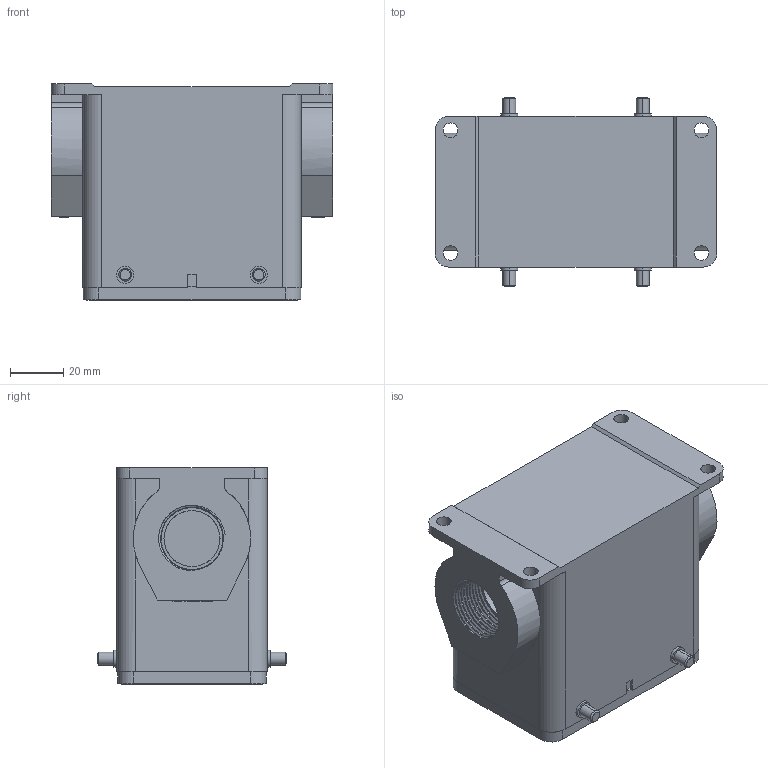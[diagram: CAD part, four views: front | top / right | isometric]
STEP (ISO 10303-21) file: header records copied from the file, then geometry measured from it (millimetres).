
FILE_DESCRIPTION(/* description */ (''),/* implementation_level */ '2;1');
FILE_NAME(/* name */ '3D_1100322301003_H32A-SF-4B-M25_V1.1.stp',/* time_stamp */ '2023-12-05T13:21:17+08:00',/* author */ (''),/* organization */ (''),/* preprocessor_version */ 'ST-DEVELOPER v18.1',/* originating_system */ 'SIEMENS PLM Software NX 1980',/* authorisation */ '');
FILE_SCHEMA (('AUTOMOTIVE_DESIGN { 1 0 10303 214 3 1 1 1 }'));
Length unit declared in the file: millimetre
Products named in the file (1): 3D_1100322301003_H32A-SF-4B-M25_V1.1_stp
Bounding box: 105.5 x 71.1 x 81 mm (x, y, z)
Volume: 144714.8 mm3; surface area: 60046 mm2
Topology: 1 solids, 3 shells, 375 faces, 974 edges, 632 vertices
Faces by surface type: plane 176, cylinder 173, cone 8, torus 8, bspline 6, sphere 4
Entity records: 13066 total; most frequent: CARTESIAN_POINT 3954, ORIENTED_EDGE 1940, DIRECTION 1845, EDGE_CURVE 970, AXIS2_PLACEMENT_3D 678, VERTEX_POINT 632, LINE 489, VECTOR 489
